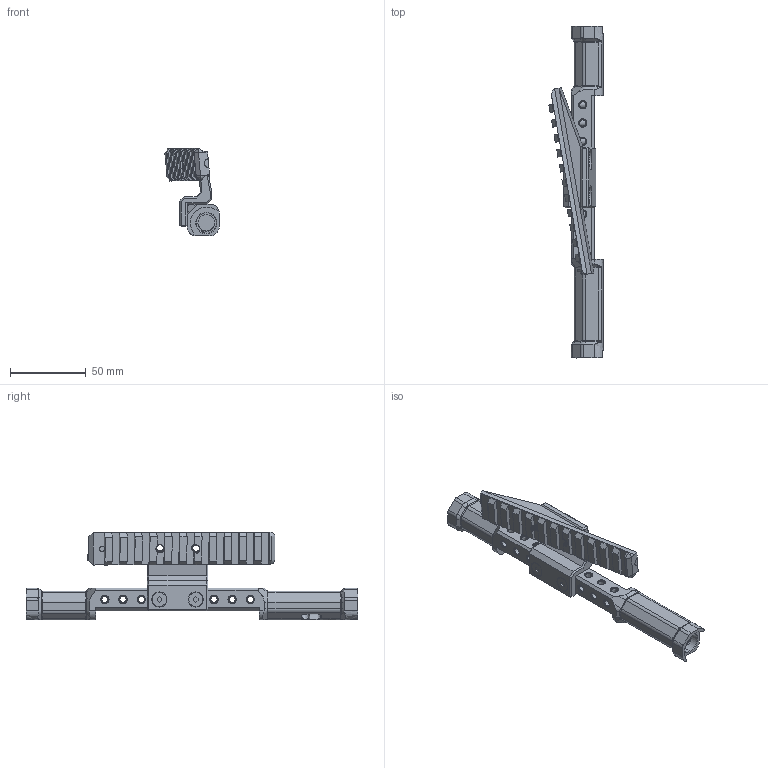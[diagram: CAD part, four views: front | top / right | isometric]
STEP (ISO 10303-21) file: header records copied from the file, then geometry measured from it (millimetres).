
FILE_DESCRIPTION(('FreeCAD Model'),'2;1');
FILE_NAME('Open CASCADE Shape Model','2024-12-12T15:14:04',(''),(''), 'Open CASCADE STEP processor 7.6','FreeCAD','Unknown');
FILE_SCHEMA(('AUTOMOTIVE_DESIGN { 1 0 10303 214 1 1 1 1 }'));
Length unit declared in the file: millimetre
Products named in the file (30): Part001; Part; picatiny rail 10deg; picatiny rail crank; SCREW_SUNK_HEX_M5_L10; SCREW_SUNK_HEX_M5_L013; SM_ASM; SM_MAIN_RIG; SOLID; COMPOUND020; COMPOUND; COMPOUND001; COMPOUND002; COMPOUND003; COMPOUND004; COMPOUND005; COMPOUND006; COMPOUND007; COMPOUND008; COMPOUND009; COMPOUND010; COMPOUND011; COMPOUND012; COMPOUND013; COMPOUND014; COMPOUND015; COMPOUND016; COMPOUND017; COMPOUND018; COMPOUND019
Assembly tree (29 placements, depth 5):
  Part001
    Part
      picatiny rail 10deg
      picatiny rail crank
      SCREW_SUNK_HEX_M5_L10
      SCREW_SUNK_HEX_M5_L013
    SM_ASM
      SM_MAIN_RIG
        SOLID
        COMPOUND020
          COMPOUND
          COMPOUND001
          COMPOUND002
          COMPOUND003
          COMPOUND004
          COMPOUND005
          COMPOUND006
          COMPOUND007
          COMPOUND008
          COMPOUND009
          COMPOUND010
          COMPOUND011
          COMPOUND012
          COMPOUND013
          COMPOUND014
          COMPOUND015
          COMPOUND016
          COMPOUND017
          COMPOUND018
          COMPOUND019
Bounding box: 35.82 x 219 x 57.97 mm (x, y, z)
Volume: 77534.8 mm3; surface area: 40890.7 mm2
Topology: 5 solids, 25 shells, 713 faces, 1909 edges, 1176 vertices
Faces by surface type: bspline 611, plane 59, cylinder 39, cone 4
Full cylindrical faces by diameter (mm): 5.026 x19, 5.5 x2, 6.6 x2, 10 x2, 13.4 x2
Entity records: 41447 total; most frequent: CARTESIAN_POINT 25593, ORIENTED_EDGE 3664, DIRECTION 2037, EDGE_CURVE 1908, VERTEX_POINT 1175, LINE 899, VECTOR 899, FACE_BOUND 772
